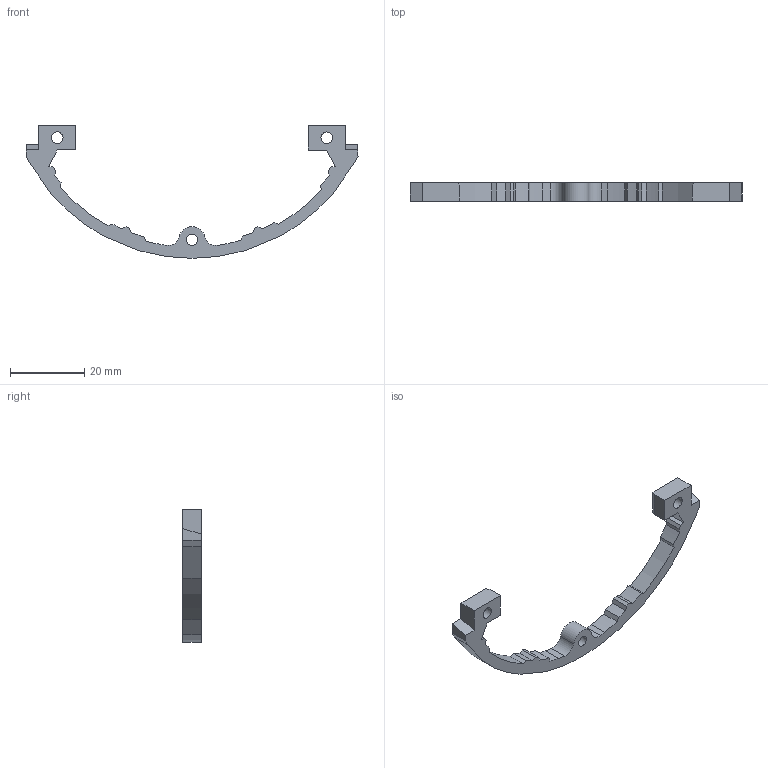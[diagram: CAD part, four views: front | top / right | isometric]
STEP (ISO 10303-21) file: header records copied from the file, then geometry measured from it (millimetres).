
FILE_DESCRIPTION(/* description */ (''),/* implementation_level */ '2;1');
FILE_NAME(/* name */ 'Fixador tico Frontal.step',/* time_stamp */ '2024-11-18T13:13:26-03:00',/* author */ (''),/* organization */ (''),/* preprocessor_version */ 'ST-DEVELOPER v20',/* originating_system */ 'Autodesk Translation Framework v13.20.0.188',/* authorisation */ '');
FILE_SCHEMA (('AUTOMOTIVE_DESIGN { 1 0 10303 214 3 1 1 }'));
Length unit declared in the file: millimetre
Products named in the file (1): Fixador Ótico Frontal
Bounding box: 89.3 x 5 x 35.7 mm (x, y, z)
Volume: 2692.8 mm3; surface area: 2667.2 mm2
Topology: 1 solids, 1 shells, 71 faces, 207 edges, 138 vertices
Faces by surface type: plane 45, cylinder 26
Full cylindrical faces by diameter (mm): 3 x1, 3.17 x2
Entity records: 2398 total; most frequent: CARTESIAN_POINT 417, ORIENTED_EDGE 414, DIRECTION 403, EDGE_CURVE 207, LINE 155, VECTOR 155, VERTEX_POINT 138, AXIS2_PLACEMENT_3D 124
